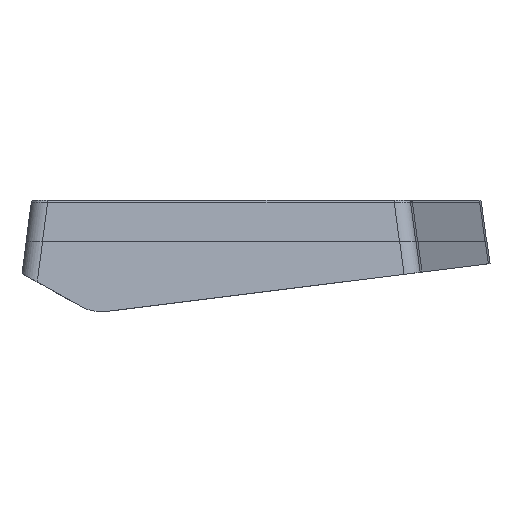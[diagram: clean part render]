
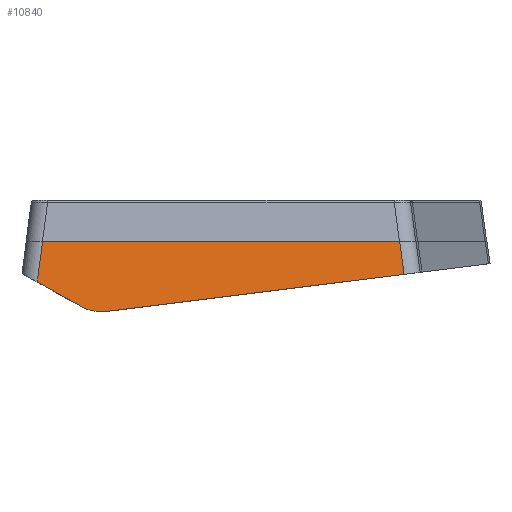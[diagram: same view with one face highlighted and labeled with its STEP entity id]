
A CAD part, left-side view. The second image highlights one B-rep face of the part: STEP entity #10840.
In plain terms, the highlighted planar face has unit normal (-0.991, 0, 0.132).
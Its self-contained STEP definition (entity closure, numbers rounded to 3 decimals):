
#74=ELLIPSE('',#11555,12.812,12.7);
#548=FACE_OUTER_BOUND('',#1187,.T.);
#1187=EDGE_LOOP('',(#7394,#7395,#7396,#7397,#7398,#7399));
#1907=LINE('',#16347,#2951);
#1908=LINE('',#16351,#2952);
#1909=LINE('',#16353,#2953);
#1910=LINE('',#16355,#2954);
#1911=LINE('',#16356,#2955);
#2951=VECTOR('',#12904,10.);
#2952=VECTOR('',#12907,10.);
#2953=VECTOR('',#12908,10.);
#2954=VECTOR('',#12909,10.);
#2955=VECTOR('',#12910,10.);
#4536=VERTEX_POINT('',#16345);
#4537=VERTEX_POINT('',#16346);
#4538=VERTEX_POINT('',#16348);
#4539=VERTEX_POINT('',#16350);
#4540=VERTEX_POINT('',#16352);
#4541=VERTEX_POINT('',#16354);
#5632=EDGE_CURVE('',#4536,#4537,#1907,.T.);
#5633=EDGE_CURVE('',#4538,#4536,#74,.T.);
#5634=EDGE_CURVE('',#4539,#4538,#1908,.T.);
#5635=EDGE_CURVE('',#4540,#4539,#1909,.T.);
#5636=EDGE_CURVE('',#4540,#4541,#1910,.T.);
#5637=EDGE_CURVE('',#4541,#4537,#1911,.T.);
#7394=ORIENTED_EDGE('',*,*,#5632,.F.);
#7395=ORIENTED_EDGE('',*,*,#5633,.F.);
#7396=ORIENTED_EDGE('',*,*,#5634,.F.);
#7397=ORIENTED_EDGE('',*,*,#5635,.F.);
#7398=ORIENTED_EDGE('',*,*,#5636,.T.);
#7399=ORIENTED_EDGE('',*,*,#5637,.T.);
#10520=PLANE('',#11554);
#10840=ADVANCED_FACE('',(#548),#10520,.T.);
#11554=AXIS2_PLACEMENT_3D('',#16344,#12902,#12903);
#11555=AXIS2_PLACEMENT_3D('',#16349,#12905,#12906);
#12902=DIRECTION('center_axis',(-0.991,0.,0.132));
#12903=DIRECTION('ref_axis',(0.132,0.,0.991));
#12904=DIRECTION('',(0.065,0.872,0.485));
#12905=DIRECTION('center_axis',(0.991,0.,-0.132));
#12906=DIRECTION('ref_axis',(-0.132,0.,-0.991));
#12907=DIRECTION('',(-0.017,0.992,-0.124));
#12908=DIRECTION('',(-0.131,-0.131,-0.983));
#12909=DIRECTION('',(0.,1.,0.));
#12910=DIRECTION('',(-0.131,0.131,-0.983));
#16344=CARTESIAN_POINT('Origin',(-20.721,-100.33,-6.35));
#16345=CARTESIAN_POINT('',(-22.571,3.75,-20.226));
#16346=CARTESIAN_POINT('',(-21.56,17.394,-12.646));
#16347=CARTESIAN_POINT('',(-24.797,-26.307,-36.924));
#16348=CARTESIAN_POINT('',(-22.771,-3.993,-21.726));
#16349=CARTESIAN_POINT('Origin',(-21.09,-2.417,-9.124));
#16350=CARTESIAN_POINT('',(-21.24,-95.814,-10.248));
#16351=CARTESIAN_POINT('',(-20.884,-117.221,-7.572));
#16352=CARTESIAN_POINT('',(-19.874,-94.448,0.));
#16353=CARTESIAN_POINT('',(-19.874,-94.448,0.));
#16354=CARTESIAN_POINT('',(-19.874,15.708,0.));
#16355=CARTESIAN_POINT('',(-19.874,-94.448,0.));
#16356=CARTESIAN_POINT('',(-19.874,15.708,0.));
